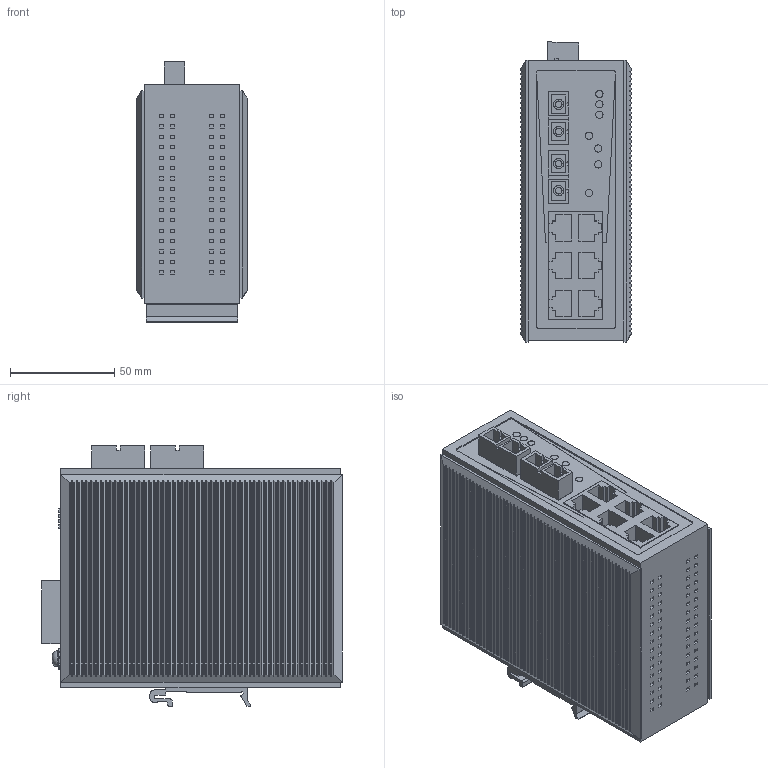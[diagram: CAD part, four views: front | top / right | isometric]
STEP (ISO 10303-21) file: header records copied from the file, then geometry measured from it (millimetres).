
FILE_DESCRIPTION(('CATIA V5 STEP Exchange','CAx-IF Rec.Pracs.--- Model Styling and Organization---1.4--- 2014-01-23'),'2;1');
FILE_NAME ('D1403874_2', '2020-04-01T11:11:14+00:00', ('none'), ('Weidmueller'), 'CATIA Version 5-6 Release 2016 SP3 HF44', 'CATIA V5 STEP AP214', 'none');
FILE_SCHEMA(('AUTOMOTIVE_DESIGN { 1 0 10303 214 1 1 1 1 }'));
Products named in the file (1): 1241020000
Bounding box: 52.85 x 144.19 x 124.7 mm (x, y, z)
Volume: 728475.2 mm3; surface area: 141745.8 mm2
Topology: 33 solids, 33 shells, 1661 faces, 4355 edges, 2896 vertices
Faces by surface type: plane 1249, extrusion 289, cylinder 121, torus 2
Entity records: 57970 total; most frequent: CARTESIAN_POINT 18193, ORIENTED_EDGE 8710, DIRECTION 5874, EDGE_CURVE 4355, VECTOR 3738, LINE 3449, VERTEX_POINT 2896, EDGE_LOOP 1823
